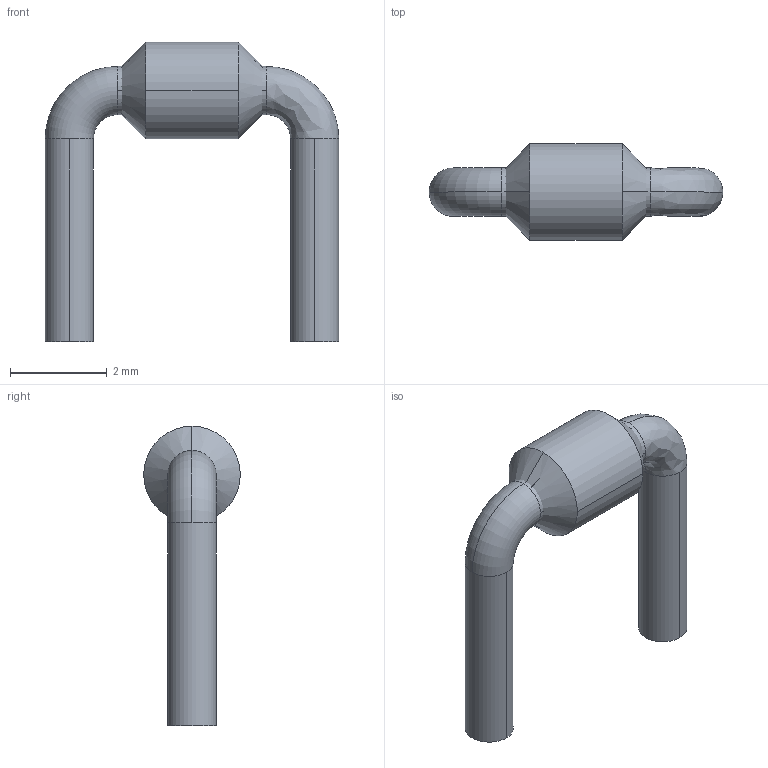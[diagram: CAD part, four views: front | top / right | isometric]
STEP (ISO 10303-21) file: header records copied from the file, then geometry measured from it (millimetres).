
FILE_DESCRIPTION((''),'2;1');
FILE_NAME('STELVIO-KONTEK_3130005000500.stp','2013-08-27T10:46:32',(''),(''),'Mechanical Desktop 2011','Mechanical Desktop 2011',', , ');
FILE_SCHEMA(('AUTOMOTIVE_DESIGN { 1 2 10303 214 1 1 1 1 }'));
Length unit declared in the file: millimetre
Products named in the file (1): Product
Bounding box: 6.08 x 2 x 6.2 mm (x, y, z)
Volume: 18.1 mm3; surface area: 76.6 mm2
Topology: 5 solids, 5 shells, 26 faces, 54 edges, 34 vertices
Faces by surface type: bspline 8, plane 6, cylinder 6, cone 4, torus 2
Entity records: 859 total; most frequent: CARTESIAN_POINT 273, DIRECTION 124, ORIENTED_EDGE 100, AXIS2_PLACEMENT_3D 55, EDGE_CURVE 50, CIRCLE 36, VERTEX_POINT 34, EDGE_LOOP 26
